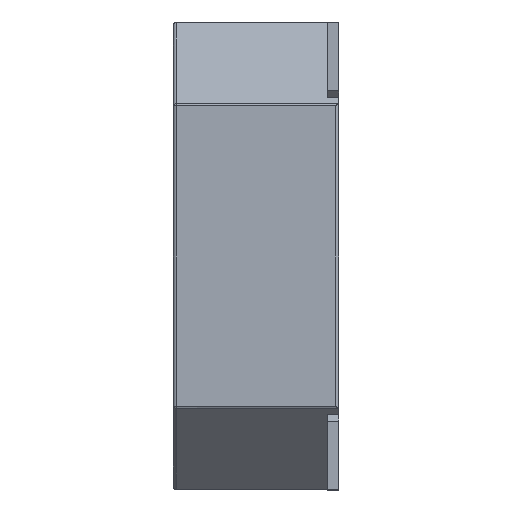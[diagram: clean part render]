
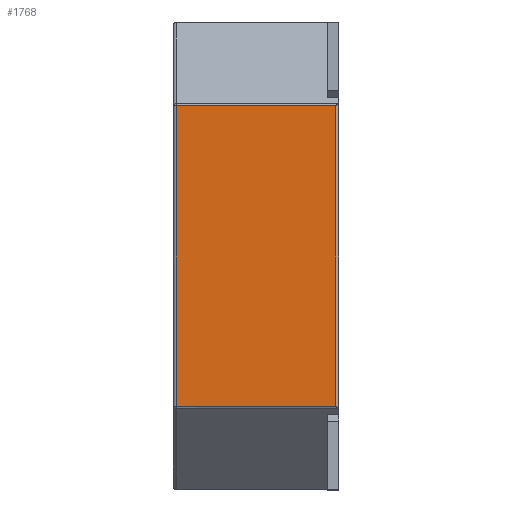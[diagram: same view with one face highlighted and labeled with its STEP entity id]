
A CAD part, left-side view. The second image highlights one B-rep face of the part: STEP entity #1768.
In plain terms, the highlighted planar face has unit normal (-1, 0, 0).
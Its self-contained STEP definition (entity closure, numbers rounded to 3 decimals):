
#77 = ORIENTED_EDGE ( 'NONE', *, *, #1949, .T. ) ;
#81 = DIRECTION ( 'NONE',  ( 0., -1., 0. ) ) ;
#83 = CARTESIAN_POINT ( 'NONE',  ( -4.25, 2.95, -2.729 ) ) ;
#92 = VERTEX_POINT ( 'NONE', #83 ) ;
#253 = AXIS2_PLACEMENT_3D ( 'NONE', #1779, #3406, #972 ) ;
#271 = ORIENTED_EDGE ( 'NONE', *, *, #2587, .T. ) ;
#302 = VERTEX_POINT ( 'NONE', #613 ) ;
#369 = PLANE ( 'NONE',  #253 ) ;
#480 = EDGE_LOOP ( 'NONE', ( #271, #77, #1703, #3224 ) ) ;
#547 = EDGE_CURVE ( 'NONE', #3231, #302, #1834, .T. ) ;
#613 = CARTESIAN_POINT ( 'NONE',  ( -4.25, 2.95, 2.729 ) ) ;
#722 = DIRECTION ( 'NONE',  ( 0., 1., 0. ) ) ;
#825 = LINE ( 'NONE', #885, #2124 ) ;
#859 = CARTESIAN_POINT ( 'NONE',  ( -4.25, 0.05, 2.729 ) ) ;
#885 = CARTESIAN_POINT ( 'NONE',  ( -4.25, 3., -2.729 ) ) ;
#972 = DIRECTION ( 'NONE',  ( 0., 0., -1. ) ) ;
#1236 = FACE_OUTER_BOUND ( 'NONE', #480, .T. ) ;
#1470 = LINE ( 'NONE', #2314, #3272 ) ;
#1703 = ORIENTED_EDGE ( 'NONE', *, *, #1756, .T. ) ;
#1756 = EDGE_CURVE ( 'NONE', #3368, #3231, #1757, .T. ) ;
#1757 = LINE ( 'NONE', #2313, #3099 ) ;
#1768 = ADVANCED_FACE ( 'NONE', ( #1236 ), #369, .F. ) ;
#1779 = CARTESIAN_POINT ( 'NONE',  ( -4.25, 3., 2.75 ) ) ;
#1834 = LINE ( 'NONE', #3151, #2057 ) ;
#1949 = EDGE_CURVE ( 'NONE', #92, #3368, #825, .T. ) ;
#2057 = VECTOR ( 'NONE', #722, 1000. ) ;
#2124 = VECTOR ( 'NONE', #81, 1000. ) ;
#2313 = CARTESIAN_POINT ( 'NONE',  ( -4.25, 0.05, 2.75 ) ) ;
#2314 = CARTESIAN_POINT ( 'NONE',  ( -4.25, 2.95, -2.75 ) ) ;
#2587 = EDGE_CURVE ( 'NONE', #302, #92, #1470, .T. ) ;
#2670 = CARTESIAN_POINT ( 'NONE',  ( -4.25, 0.05, -2.729 ) ) ;
#3086 = DIRECTION ( 'NONE',  ( 0., 0., -1. ) ) ;
#3099 = VECTOR ( 'NONE', #3393, 1000. ) ;
#3151 = CARTESIAN_POINT ( 'NONE',  ( -4.25, 3., 2.729 ) ) ;
#3224 = ORIENTED_EDGE ( 'NONE', *, *, #547, .T. ) ;
#3231 = VERTEX_POINT ( 'NONE', #859 ) ;
#3272 = VECTOR ( 'NONE', #3086, 1000. ) ;
#3368 = VERTEX_POINT ( 'NONE', #2670 ) ;
#3393 = DIRECTION ( 'NONE',  ( 0., 0., 1. ) ) ;
#3406 = DIRECTION ( 'NONE',  ( 1., 0., 0. ) ) ;
